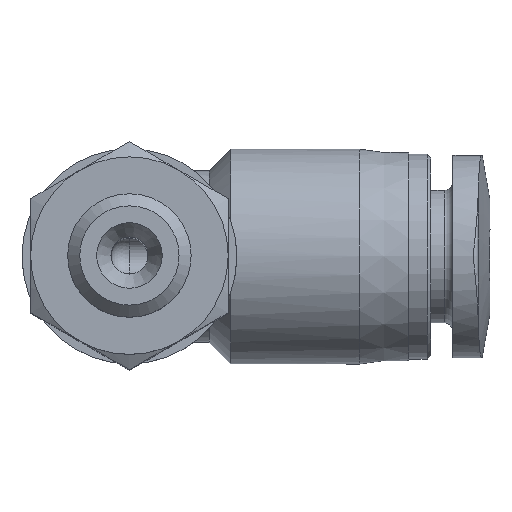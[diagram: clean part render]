
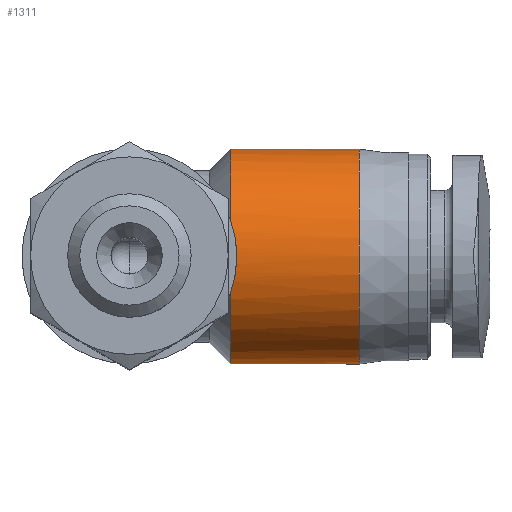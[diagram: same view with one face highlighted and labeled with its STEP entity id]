
A CAD part, top view. The second image highlights one B-rep face of the part: STEP entity #1311.
In plain terms, the highlighted cylindrical face has radius 4.35 mm (diameter 8.7 mm), a full revolution.
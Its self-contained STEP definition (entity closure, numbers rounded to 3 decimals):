
#35=CYLINDRICAL_SURFACE('',#1421,4.35);
#76=B_SPLINE_CURVE_WITH_KNOTS('',3,(#1836,#1837,#1838,#1839),
 .UNSPECIFIED.,.F.,.F.,(4,4),(0.,0.001),
 .UNSPECIFIED.);
#80=B_SPLINE_CURVE_WITH_KNOTS('',3,(#1856,#1857,#1858,#1859),
 .UNSPECIFIED.,.F.,.F.,(4,4),(0.001,0.002),
 .UNSPECIFIED.);
#125=LINE('',#2066,#145);
#126=LINE('',#2068,#146);
#145=VECTOR('',#1644,1000.);
#146=VECTOR('',#1645,1000.);
#318=ORIENTED_EDGE('',*,*,#497,.F.);
#319=ORIENTED_EDGE('',*,*,#498,.F.);
#320=ORIENTED_EDGE('',*,*,#443,.T.);
#321=ORIENTED_EDGE('',*,*,#432,.T.);
#322=ORIENTED_EDGE('',*,*,#436,.T.);
#323=ORIENTED_EDGE('',*,*,#445,.T.);
#324=ORIENTED_EDGE('',*,*,#499,.T.);
#325=ORIENTED_EDGE('',*,*,#500,.T.);
#432=EDGE_CURVE('',#550,#549,#76,.T.);
#436=EDGE_CURVE('',#549,#552,#80,.T.);
#443=EDGE_CURVE('',#555,#550,#621,.T.);
#445=EDGE_CURVE('',#552,#556,#622,.T.);
#497=EDGE_CURVE('',#589,#589,#642,.T.);
#498=EDGE_CURVE('',#555,#590,#125,.T.);
#499=EDGE_CURVE('',#556,#591,#126,.T.);
#500=EDGE_CURVE('',#591,#590,#643,.T.);
#549=VERTEX_POINT('',#1835);
#550=VERTEX_POINT('',#1840);
#552=VERTEX_POINT('',#1855);
#555=VERTEX_POINT('',#1874);
#556=VERTEX_POINT('',#1881);
#589=VERTEX_POINT('',#2065);
#590=VERTEX_POINT('',#2067);
#591=VERTEX_POINT('',#2069);
#621=CIRCLE('',#1374,4.35);
#622=CIRCLE('',#1376,4.35);
#642=CIRCLE('',#1422,4.35);
#643=CIRCLE('',#1423,4.35);
#706=EDGE_LOOP('',(#318));
#707=EDGE_LOOP('',(#319,#320,#321,#322,#323,#324,#325));
#790=FACE_BOUND('',#706,.T.);
#791=FACE_BOUND('',#707,.T.);
#1311=ADVANCED_FACE('',(#790,#791),#35,.T.);
#1374=AXIS2_PLACEMENT_3D('',#1875,#1538,#1539);
#1376=AXIS2_PLACEMENT_3D('',#1882,#1542,#1543);
#1421=AXIS2_PLACEMENT_3D('',#2063,#1640,#1641);
#1422=AXIS2_PLACEMENT_3D('',#2064,#1642,#1643);
#1423=AXIS2_PLACEMENT_3D('',#2070,#1646,#1647);
#1538=DIRECTION('',(1.,0.,0.));
#1539=DIRECTION('',(0.,0.,-1.));
#1542=DIRECTION('',(1.,0.,0.));
#1543=DIRECTION('',(0.,0.,-1.));
#1640=DIRECTION('',(1.,0.,0.));
#1641=DIRECTION('',(0.,0.,-1.));
#1642=DIRECTION('',(1.,0.,0.));
#1643=DIRECTION('',(0.,0.,-1.));
#1644=DIRECTION('',(-1.,0.,0.));
#1645=DIRECTION('',(-1.,0.,0.));
#1646=DIRECTION('',(1.,0.,0.));
#1647=DIRECTION('',(0.,0.,-1.));
#1835=CARTESIAN_POINT('',(4.35,0.,4.35));
#1836=CARTESIAN_POINT('',(4.1,1.028,4.227));
#1837=CARTESIAN_POINT('',(4.258,0.713,4.303));
#1838=CARTESIAN_POINT('',(4.35,0.357,4.35));
#1839=CARTESIAN_POINT('',(4.35,0.,4.35));
#1840=CARTESIAN_POINT('',(4.1,1.028,4.227));
#1855=CARTESIAN_POINT('',(4.1,-1.028,4.227));
#1856=CARTESIAN_POINT('',(4.35,0.,4.35));
#1857=CARTESIAN_POINT('',(4.35,-0.356,4.35));
#1858=CARTESIAN_POINT('',(4.258,-0.712,4.304));
#1859=CARTESIAN_POINT('',(4.1,-1.028,4.227));
#1874=CARTESIAN_POINT('',(4.1,0.75,-4.285));
#1875=CARTESIAN_POINT('',(4.1,0.,0.));
#1881=CARTESIAN_POINT('',(4.1,-0.75,-4.285));
#1882=CARTESIAN_POINT('',(4.1,0.,0.));
#2063=CARTESIAN_POINT('',(14.6,0.,0.));
#2064=CARTESIAN_POINT('',(9.3,0.,0.));
#2065=CARTESIAN_POINT('',(9.3,0.,-4.35));
#2066=CARTESIAN_POINT('',(4.1,0.75,-4.285));
#2067=CARTESIAN_POINT('',(0.,0.75,-4.285));
#2068=CARTESIAN_POINT('',(4.1,-0.75,-4.285));
#2069=CARTESIAN_POINT('',(0.,-0.75,-4.285));
#2070=CARTESIAN_POINT('',(0.,0.,0.));
